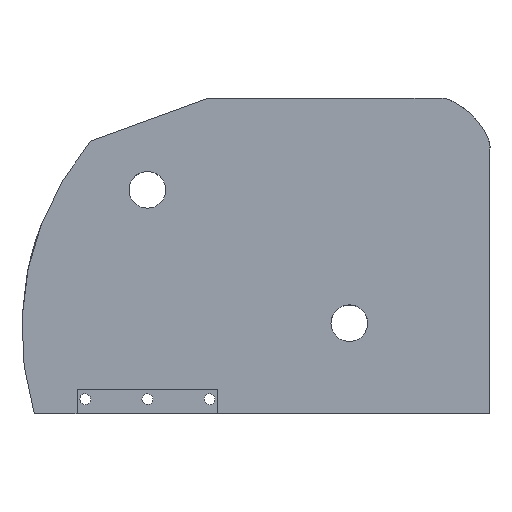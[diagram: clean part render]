
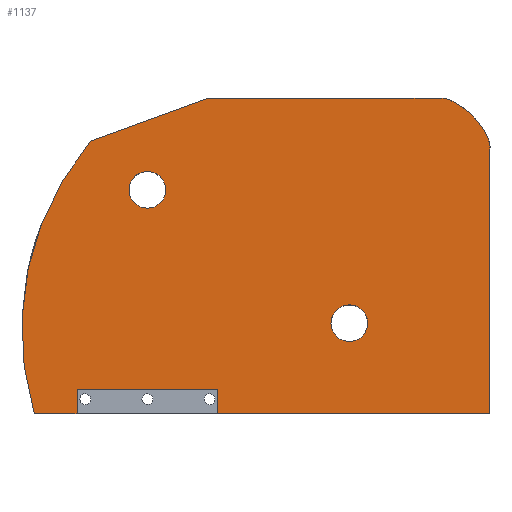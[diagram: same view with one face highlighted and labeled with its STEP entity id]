
A CAD part, top view. The second image highlights one B-rep face of the part: STEP entity #1137.
In plain terms, the highlighted planar face has unit normal (0, 0, 1).
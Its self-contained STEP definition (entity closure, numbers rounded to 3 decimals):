
#49=FACE_BOUND('',#244,.T.);
#50=FACE_BOUND('',#245,.T.);
#62=B_SPLINE_CURVE_WITH_KNOTS('',3,(#2186,#2187,#2188,#2189,#2190,#2191,
#2192,#2193,#2194,#2195,#2196,#2197,#2198,#2199,#2200,#2201),
 .UNSPECIFIED.,.F.,.F.,(4,3,3,3,3,4),(-0.373,-0.332,
-0.279,-0.136,-0.049,0.),
 .UNSPECIFIED.);
#105=PLANE('',#1247);
#163=FACE_OUTER_BOUND('',#243,.T.);
#243=EDGE_LOOP('',(#1043,#1044,#1045,#1046,#1047,#1048,#1049,#1050,#1051,
#1052));
#244=EDGE_LOOP('',(#1053));
#245=EDGE_LOOP('',(#1054));
#341=LINE('',#2207,#456);
#344=LINE('',#2213,#459);
#347=LINE('',#2219,#462);
#350=LINE('',#2225,#465);
#353=LINE('',#2231,#468);
#356=LINE('',#2237,#471);
#360=LINE('',#2249,#475);
#363=LINE('',#2253,#478);
#456=VECTOR('',#1489,10.);
#459=VECTOR('',#1494,10.);
#462=VECTOR('',#1499,10.);
#465=VECTOR('',#1504,10.);
#468=VECTOR('',#1509,10.);
#471=VECTOR('',#1514,10.);
#475=VECTOR('',#1526,10.);
#478=VECTOR('',#1531,10.);
#501=CIRCLE('',#1231,1.5);
#503=CIRCLE('',#1234,1.5);
#506=CIRCLE('',#1244,23.8);
#584=VERTEX_POINT('',#2130);
#586=VERTEX_POINT('',#2136);
#590=VERTEX_POINT('',#2183);
#591=VERTEX_POINT('',#2185);
#593=VERTEX_POINT('',#2206);
#595=VERTEX_POINT('',#2212);
#597=VERTEX_POINT('',#2218);
#599=VERTEX_POINT('',#2224);
#601=VERTEX_POINT('',#2230);
#603=VERTEX_POINT('',#2236);
#605=VERTEX_POINT('',#2242);
#607=VERTEX_POINT('',#2248);
#725=EDGE_CURVE('',#584,#584,#501,.T.);
#728=EDGE_CURVE('',#586,#586,#503,.T.);
#733=EDGE_CURVE('',#591,#590,#62,.T.);
#736=EDGE_CURVE('',#593,#591,#341,.T.);
#739=EDGE_CURVE('',#595,#593,#344,.T.);
#742=EDGE_CURVE('',#597,#595,#347,.T.);
#745=EDGE_CURVE('',#599,#597,#350,.T.);
#748=EDGE_CURVE('',#601,#599,#353,.T.);
#751=EDGE_CURVE('',#603,#601,#356,.T.);
#754=EDGE_CURVE('',#605,#603,#506,.T.);
#757=EDGE_CURVE('',#607,#605,#360,.T.);
#760=EDGE_CURVE('',#590,#607,#363,.T.);
#1043=ORIENTED_EDGE('',*,*,#760,.T.);
#1044=ORIENTED_EDGE('',*,*,#757,.T.);
#1045=ORIENTED_EDGE('',*,*,#754,.T.);
#1046=ORIENTED_EDGE('',*,*,#751,.T.);
#1047=ORIENTED_EDGE('',*,*,#748,.T.);
#1048=ORIENTED_EDGE('',*,*,#745,.T.);
#1049=ORIENTED_EDGE('',*,*,#742,.T.);
#1050=ORIENTED_EDGE('',*,*,#739,.T.);
#1051=ORIENTED_EDGE('',*,*,#736,.T.);
#1052=ORIENTED_EDGE('',*,*,#733,.T.);
#1053=ORIENTED_EDGE('',*,*,#728,.T.);
#1054=ORIENTED_EDGE('',*,*,#725,.T.);
#1137=ADVANCED_FACE('',(#163,#49,#50),#105,.T.);
#1231=AXIS2_PLACEMENT_3D('',#2131,#1472,#1473);
#1234=AXIS2_PLACEMENT_3D('',#2137,#1479,#1480);
#1244=AXIS2_PLACEMENT_3D('',#2243,#1520,#1521);
#1247=AXIS2_PLACEMENT_3D('',#2254,#1532,#1533);
#1472=DIRECTION('center_axis',(0.,0.,-1.));
#1473=DIRECTION('ref_axis',(-1.,0.,0.));
#1479=DIRECTION('center_axis',(0.,0.,-1.));
#1480=DIRECTION('ref_axis',(-1.,0.,0.));
#1489=DIRECTION('',(0.,1.,0.));
#1494=DIRECTION('',(1.,0.,0.));
#1499=DIRECTION('',(0.,-1.,0.));
#1504=DIRECTION('',(1.,0.,0.));
#1509=DIRECTION('',(0.,1.,0.));
#1514=DIRECTION('',(1.,0.,0.));
#1520=DIRECTION('center_axis',(0.,0.,1.));
#1521=DIRECTION('ref_axis',(-0.762,0.647,0.));
#1526=DIRECTION('',(-0.94,-0.342,0.));
#1531=DIRECTION('',(-1.,0.,0.));
#1532=DIRECTION('center_axis',(0.,0.,1.));
#1533=DIRECTION('ref_axis',(-1.,0.,0.));
#2130=CARTESIAN_POINT('',(8.,14.3,7.5));
#2131=CARTESIAN_POINT('Origin',(6.5,14.3,7.5));
#2136=CARTESIAN_POINT('',(24.5,3.4,7.5));
#2137=CARTESIAN_POINT('Origin',(23.,3.4,7.5));
#2183=CARTESIAN_POINT('',(30.5,21.8,7.5));
#2185=CARTESIAN_POINT('',(34.5,17.8,7.5));
#2186=CARTESIAN_POINT('Ctrl Pts',(34.5,17.8,7.5));
#2187=CARTESIAN_POINT('Ctrl Pts',(34.5,17.97,7.5));
#2188=CARTESIAN_POINT('Ctrl Pts',(34.463,18.166,7.5));
#2189=CARTESIAN_POINT('Ctrl Pts',(34.389,18.38,7.5));
#2190=CARTESIAN_POINT('Ctrl Pts',(34.294,18.657,7.5));
#2191=CARTESIAN_POINT('Ctrl Pts',(34.15,18.933,7.5));
#2192=CARTESIAN_POINT('Ctrl Pts',(33.994,19.182,7.5));
#2193=CARTESIAN_POINT('Ctrl Pts',(33.568,19.862,7.5));
#2194=CARTESIAN_POINT('Ctrl Pts',(32.928,20.543,7.5));
#2195=CARTESIAN_POINT('Ctrl Pts',(32.245,21.046,7.5));
#2196=CARTESIAN_POINT('Ctrl Pts',(31.831,21.351,7.5));
#2197=CARTESIAN_POINT('Ctrl Pts',(31.422,21.575,7.5));
#2198=CARTESIAN_POINT('Ctrl Pts',(31.059,21.696,7.5));
#2199=CARTESIAN_POINT('Ctrl Pts',(30.852,21.765,7.5));
#2200=CARTESIAN_POINT('Ctrl Pts',(30.664,21.8,7.5));
#2201=CARTESIAN_POINT('Ctrl Pts',(30.5,21.8,7.5));
#2206=CARTESIAN_POINT('',(34.5,-4.,7.5));
#2207=CARTESIAN_POINT('',(34.5,-4.,7.5));
#2212=CARTESIAN_POINT('',(12.25,-4.,7.5));
#2213=CARTESIAN_POINT('',(12.25,-4.,7.5));
#2218=CARTESIAN_POINT('',(12.25,-2.,7.5));
#2219=CARTESIAN_POINT('',(12.25,-2.,7.5));
#2224=CARTESIAN_POINT('',(0.75,-2.,7.5));
#2225=CARTESIAN_POINT('',(0.75,-2.,7.5));
#2230=CARTESIAN_POINT('',(0.75,-4.,7.5));
#2231=CARTESIAN_POINT('',(0.75,-4.,7.5));
#2236=CARTESIAN_POINT('',(-2.743,-4.,7.5));
#2237=CARTESIAN_POINT('',(-2.743,-4.,7.5));
#2242=CARTESIAN_POINT('',(1.895,18.307,7.5));
#2243=CARTESIAN_POINT('Origin',(20.035,2.9,7.5));
#2248=CARTESIAN_POINT('',(11.5,21.8,7.5));
#2249=CARTESIAN_POINT('',(11.5,21.8,7.5));
#2253=CARTESIAN_POINT('',(30.5,21.8,7.5));
#2254=CARTESIAN_POINT('Origin',(15.368,8.9,7.5));
